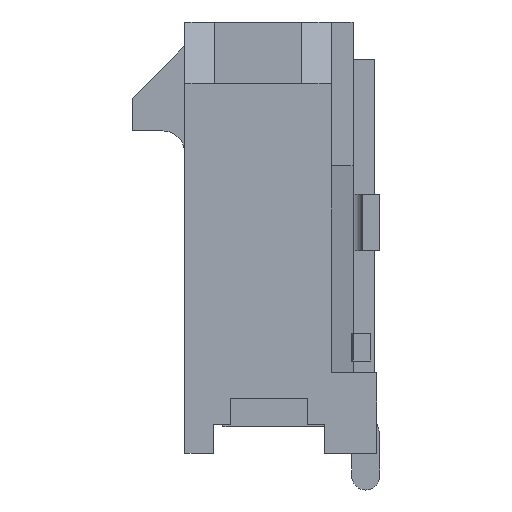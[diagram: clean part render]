
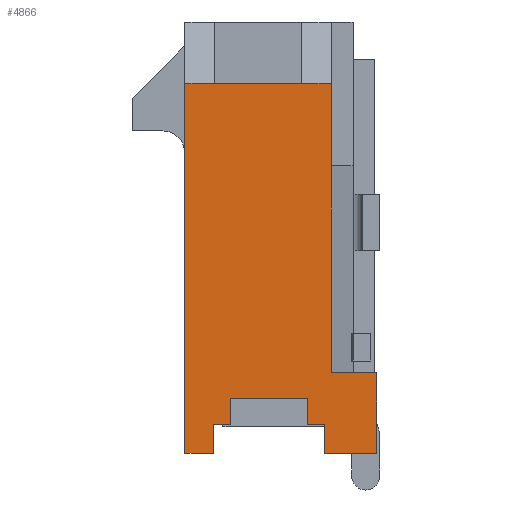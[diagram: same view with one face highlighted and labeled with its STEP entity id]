
A CAD part, left-side view. The second image highlights one B-rep face of the part: STEP entity #4866.
In plain terms, the highlighted planar face has unit normal (-1, 0, 0).
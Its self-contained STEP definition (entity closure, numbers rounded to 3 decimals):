
#654=DIRECTION('',(0.,1.,0.));
#655=VECTOR('',#654,1.04);
#656=CARTESIAN_POINT('',(-4.825,-2.47,-3.1));
#657=LINE('',#656,#655);
#1285=DIRECTION('',(0.,0.,-1.));
#1286=VECTOR('',#1285,1.9);
#1287=CARTESIAN_POINT('',(-4.825,-1.43,3.55));
#1288=LINE('',#1287,#1286);
#1289=DIRECTION('',(0.,0.,1.));
#1290=VECTOR('',#1289,4.75);
#1291=CARTESIAN_POINT('',(-4.825,-1.43,-3.1));
#1292=LINE('',#1291,#1290);
#1293=DIRECTION('',(0.,0.,-1.));
#1294=VECTOR('',#1293,1.85);
#1295=CARTESIAN_POINT('',(-4.825,-2.47,-3.1));
#1296=LINE('',#1295,#1294);
#1297=DIRECTION('',(0.,1.,0.));
#1298=VECTOR('',#1297,1.2);
#1299=CARTESIAN_POINT('',(-4.825,-2.47,-4.95));
#1300=LINE('',#1299,#1298);
#1301=DIRECTION('',(0.,0.,1.));
#1302=VECTOR('',#1301,0.67);
#1303=CARTESIAN_POINT('',(-4.825,-1.27,-4.95));
#1304=LINE('',#1303,#1302);
#1305=DIRECTION('',(0.,1.,0.));
#1306=VECTOR('',#1305,0.395);
#1307=CARTESIAN_POINT('',(-4.825,-1.27,-4.28));
#1308=LINE('',#1307,#1306);
#1309=DIRECTION('',(0.,0.,-1.));
#1310=VECTOR('',#1309,0.6);
#1311=CARTESIAN_POINT('',(-4.825,-0.875,-3.68));
#1312=LINE('',#1311,#1310);
#1313=DIRECTION('',(0.,-1.,0.));
#1314=VECTOR('',#1313,1.75);
#1315=CARTESIAN_POINT('',(-4.825,0.875,-3.68));
#1316=LINE('',#1315,#1314);
#1317=DIRECTION('',(0.,0.,-1.));
#1318=VECTOR('',#1317,0.6);
#1319=CARTESIAN_POINT('',(-4.825,0.875,-3.68));
#1320=LINE('',#1319,#1318);
#1321=DIRECTION('',(0.,1.,0.));
#1322=VECTOR('',#1321,0.395);
#1323=CARTESIAN_POINT('',(-4.825,0.875,-4.28));
#1324=LINE('',#1323,#1322);
#1325=DIRECTION('',(0.,0.,-1.));
#1326=VECTOR('',#1325,0.67);
#1327=CARTESIAN_POINT('',(-4.825,1.27,-4.28));
#1328=LINE('',#1327,#1326);
#1329=DIRECTION('',(0.,1.,0.));
#1330=VECTOR('',#1329,0.66);
#1331=CARTESIAN_POINT('',(-4.825,1.27,-4.95));
#1332=LINE('',#1331,#1330);
#1333=DIRECTION('',(0.,0.,1.));
#1334=VECTOR('',#1333,8.5);
#1335=CARTESIAN_POINT('',(-4.825,1.93,-4.95));
#1336=LINE('',#1335,#1334);
#1337=DIRECTION('',(0.,1.,0.));
#1338=VECTOR('',#1337,0.68);
#1339=CARTESIAN_POINT('',(-4.825,1.25,3.55));
#1340=LINE('',#1339,#1338);
#1341=DIRECTION('',(0.,1.,0.));
#1342=VECTOR('',#1341,2.);
#1343=CARTESIAN_POINT('',(-4.825,-0.75,3.55));
#1344=LINE('',#1343,#1342);
#1345=DIRECTION('',(0.,1.,0.));
#1346=VECTOR('',#1345,0.68);
#1347=CARTESIAN_POINT('',(-4.825,-1.43,3.55));
#1348=LINE('',#1347,#1346);
#2361=CARTESIAN_POINT('',(-4.825,-2.47,-3.1));
#2362=CARTESIAN_POINT('',(-4.825,-2.47,-4.95));
#2363=VERTEX_POINT('',#2361);
#2364=VERTEX_POINT('',#2362);
#2365=CARTESIAN_POINT('',(-4.825,-1.27,-4.95));
#2366=VERTEX_POINT('',#2365);
#2373=CARTESIAN_POINT('',(-4.825,-1.27,-4.28));
#2374=VERTEX_POINT('',#2373);
#2375=CARTESIAN_POINT('',(-4.825,1.27,-4.28));
#2376=CARTESIAN_POINT('',(-4.825,1.27,-4.95));
#2377=VERTEX_POINT('',#2375);
#2378=VERTEX_POINT('',#2376);
#2379=CARTESIAN_POINT('',(-4.825,1.93,-4.95));
#2380=VERTEX_POINT('',#2379);
#2405=CARTESIAN_POINT('',(-4.825,-0.75,3.55));
#2406=CARTESIAN_POINT('',(-4.825,1.25,3.55));
#2407=VERTEX_POINT('',#2405);
#2408=VERTEX_POINT('',#2406);
#2459=CARTESIAN_POINT('',(-4.825,-0.875,-4.28));
#2461=VERTEX_POINT('',#2459);
#2463=CARTESIAN_POINT('',(-4.825,0.875,-4.28));
#2465=VERTEX_POINT('',#2463);
#2505=CARTESIAN_POINT('',(-4.825,0.875,-3.68));
#2507=VERTEX_POINT('',#2505);
#2591=CARTESIAN_POINT('',(-4.825,1.93,3.55));
#2593=VERTEX_POINT('',#2591);
#2599=CARTESIAN_POINT('',(-4.825,-0.875,-3.68));
#2600=VERTEX_POINT('',#2599);
#2631=CARTESIAN_POINT('',(-4.825,-1.43,-3.1));
#2632=VERTEX_POINT('',#2631);
#2799=CARTESIAN_POINT('',(-4.825,-1.43,3.55));
#2801=VERTEX_POINT('',#2799);
#2808=CARTESIAN_POINT('',(-4.825,-1.43,1.65));
#2810=VERTEX_POINT('',#2808);
#4836=CARTESIAN_POINT('',(-4.825,0.,0.));
#4837=DIRECTION('',(1.,0.,0.));
#4838=DIRECTION('',(0.,0.,-1.));
#4839=AXIS2_PLACEMENT_3D('',#4836,#4837,#4838);
#4840=PLANE('',#4839);
#4841=ORIENTED_EDGE('',*,*,#3565,.T.);
#4842=ORIENTED_EDGE('',*,*,#3718,.F.);
#4843=ORIENTED_EDGE('',*,*,#4022,.F.);
#4844=ORIENTED_EDGE('',*,*,#3995,.T.);
#4845=ORIENTED_EDGE('',*,*,#3920,.T.);
#4846=ORIENTED_EDGE('',*,*,#3345,.T.);
#4847=ORIENTED_EDGE('',*,*,#4472,.T.);
#4848=ORIENTED_EDGE('',*,*,#4639,.F.);
#4849=ORIENTED_EDGE('',*,*,#4714,.F.);
#4850=ORIENTED_EDGE('',*,*,#4789,.T.);
#4851=ORIENTED_EDGE('',*,*,#4489,.T.);
#4853=ORIENTED_EDGE('',*,*,#4852,.T.);
#4855=ORIENTED_EDGE('',*,*,#4854,.T.);
#4857=ORIENTED_EDGE('',*,*,#4856,.T.);
#4859=ORIENTED_EDGE('',*,*,#4858,.F.);
#4861=ORIENTED_EDGE('',*,*,#4860,.F.);
#4863=ORIENTED_EDGE('',*,*,#4862,.F.);
#4864=EDGE_LOOP('',(#4841,#4842,#4843,#4844,#4845,#4846,#4847,#4848,#4849,#4850,
#4851,#4853,#4855,#4857,#4859,#4861,#4863));
#4865=FACE_OUTER_BOUND('',#4864,.F.);
#4866=ADVANCED_FACE('',(#4865),#4840,.F.);
#3345=EDGE_CURVE('',#2366,#2374,#1304,.T.);
#3565=EDGE_CURVE('',#2801,#2810,#1288,.T.);
#3718=EDGE_CURVE('',#2632,#2810,#1292,.T.);
#3920=EDGE_CURVE('',#2364,#2366,#1300,.T.);
#3995=EDGE_CURVE('',#2363,#2364,#1296,.T.);
#4022=EDGE_CURVE('',#2363,#2632,#657,.T.);
#4472=EDGE_CURVE('',#2374,#2461,#1308,.T.);
#4489=EDGE_CURVE('',#2465,#2377,#1324,.T.);
#4639=EDGE_CURVE('',#2600,#2461,#1312,.T.);
#4714=EDGE_CURVE('',#2507,#2600,#1316,.T.);
#4789=EDGE_CURVE('',#2507,#2465,#1320,.T.);
#4852=EDGE_CURVE('',#2377,#2378,#1328,.T.);
#4854=EDGE_CURVE('',#2378,#2380,#1332,.T.);
#4856=EDGE_CURVE('',#2380,#2593,#1336,.T.);
#4858=EDGE_CURVE('',#2408,#2593,#1340,.T.);
#4860=EDGE_CURVE('',#2407,#2408,#1344,.T.);
#4862=EDGE_CURVE('',#2801,#2407,#1348,.T.);
